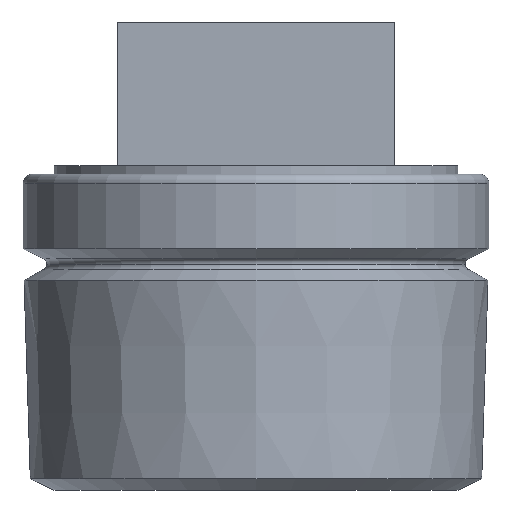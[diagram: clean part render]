
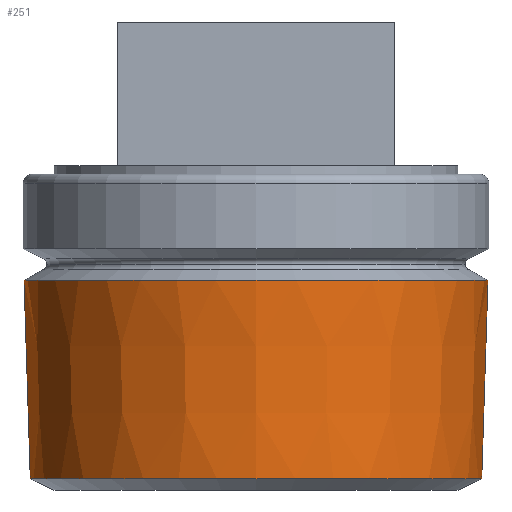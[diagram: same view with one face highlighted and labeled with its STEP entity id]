
A CAD part, front view. The second image highlights one B-rep face of the part: STEP entity #251.
In plain terms, the highlighted conical face has half-angle 1.8 degrees and reference radius 13.002 mm.
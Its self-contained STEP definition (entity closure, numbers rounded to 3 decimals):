
#62 = CARTESIAN_POINT ( 'NONE',  ( 13.382, 0., -1.407 ) ) ;
#73 = CARTESIAN_POINT ( 'NONE',  ( -13.382, 0., -1.407 ) ) ;
#110 = VERTEX_POINT ( 'NONE', #73 ) ;
#125 = VERTEX_POINT ( 'NONE', #62 ) ;
#160 = EDGE_CURVE ( 'NONE', #189, #110, #534, .T. ) ;
#163 = EDGE_CURVE ( 'NONE', #190, #125, #593, .T. ) ;
#189 = VERTEX_POINT ( 'NONE', #527 ) ;
#190 = VERTEX_POINT ( 'NONE', #530 ) ;
#192 = ORIENTED_EDGE ( 'NONE', *, *, #163, .T. ) ;
#193 = ORIENTED_EDGE ( 'NONE', *, *, #238, .F. ) ;
#201 = ORIENTED_EDGE ( 'NONE', *, *, #160, .F. ) ;
#202 = ORIENTED_EDGE ( 'NONE', *, *, #248, .T. ) ;
#238 = EDGE_CURVE ( 'NONE', #110, #125, #629, .T. ) ;
#244 = EDGE_LOOP ( 'NONE', ( #201, #202, #192, #193 ) ) ;
#248 = EDGE_CURVE ( 'NONE', #189, #190, #425, .T. ) ;
#251 = ADVANCED_FACE ( 'NONE', ( #426 ), #466, .T. ) ;
#420 = AXIS2_PLACEMENT_3D ( 'NONE', #422, #430, #429 ) ;
#422 = CARTESIAN_POINT ( 'NONE',  ( 0., 0., -13.5 ) ) ;
#423 = DIRECTION ( 'NONE',  ( 1., 0., 0. ) ) ;
#424 = DIRECTION ( 'NONE',  ( 0., 0., 1. ) ) ;
#425 = CIRCLE ( 'NONE', #448, 13.023 ) ;
#426 = FACE_OUTER_BOUND ( 'NONE', #244, .T. ) ;
#429 = DIRECTION ( 'NONE',  ( 1., 0., 0. ) ) ;
#430 = DIRECTION ( 'NONE',  ( 0., 0., 1. ) ) ;
#448 = AXIS2_PLACEMENT_3D ( 'NONE', #459, #424, #423 ) ;
#459 = CARTESIAN_POINT ( 'NONE',  ( 0., 0., -12.841 ) ) ;
#466 = CONICAL_SURFACE ( 'NONE', #420, 13.002, 0.031 ) ;
#527 = CARTESIAN_POINT ( 'NONE',  ( -13.023, 0., -12.841 ) ) ;
#530 = CARTESIAN_POINT ( 'NONE',  ( 13.023, 0., -12.841 ) ) ;
#534 = LINE ( 'NONE', #538, #537 ) ;
#536 = DIRECTION ( 'NONE',  ( -0.031, 0., 1. ) ) ;
#537 = VECTOR ( 'NONE', #536, 1000. ) ;
#538 = CARTESIAN_POINT ( 'NONE',  ( -13.002, 0., -13.5 ) ) ;
#586 = VECTOR ( 'NONE', #591, 1000. ) ;
#591 = DIRECTION ( 'NONE',  ( 0.031, 0., 1. ) ) ;
#592 = CARTESIAN_POINT ( 'NONE',  ( 13.002, 0., -13.5 ) ) ;
#593 = LINE ( 'NONE', #592, #586 ) ;
#625 = DIRECTION ( 'NONE',  ( 0., 0., 1. ) ) ;
#626 = DIRECTION ( 'NONE',  ( 1., 0., 0. ) ) ;
#627 = CARTESIAN_POINT ( 'NONE',  ( 0., 0., -1.407 ) ) ;
#628 = AXIS2_PLACEMENT_3D ( 'NONE', #627, #625, #626 ) ;
#629 = CIRCLE ( 'NONE', #628, 13.382 ) ;
